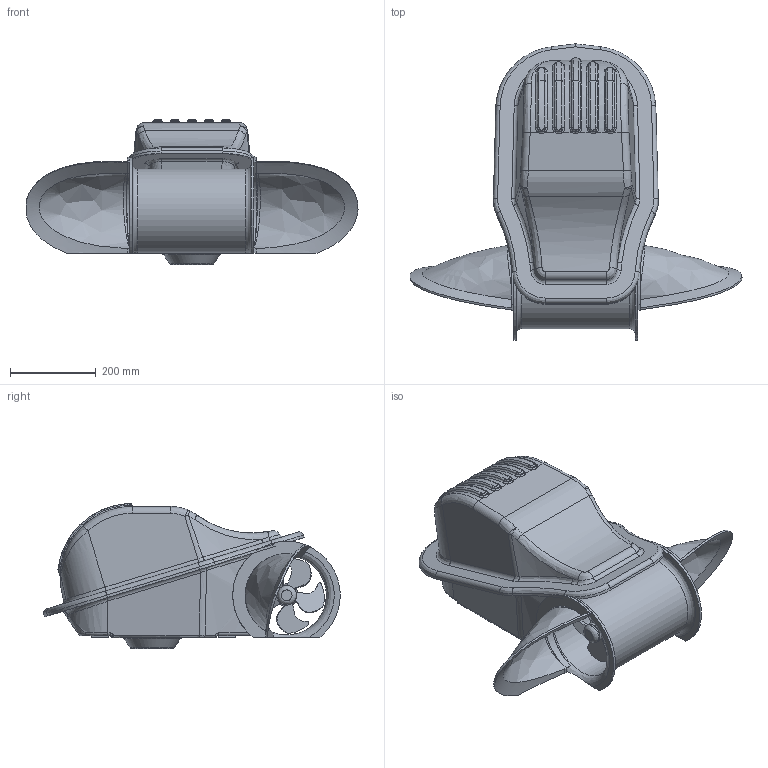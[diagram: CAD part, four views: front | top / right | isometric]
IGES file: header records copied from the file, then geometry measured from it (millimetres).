
Global section: file name: SX100-185T (12-24V); native system: Autodesk Inventor 2015; preprocessor: unknown; author: Elvira H.; date: 20160205.093721; units: millimetre
Bounding box: 775.38 x 692.38 x 338.85 mm (x, y, z)
Volume: 36722624.4 mm3; surface area: 2019851.3 mm2
Topology: 10 solids, 10 shells, 534 faces, 1319 edges, 806 vertices
Faces by surface type: bspline 534
